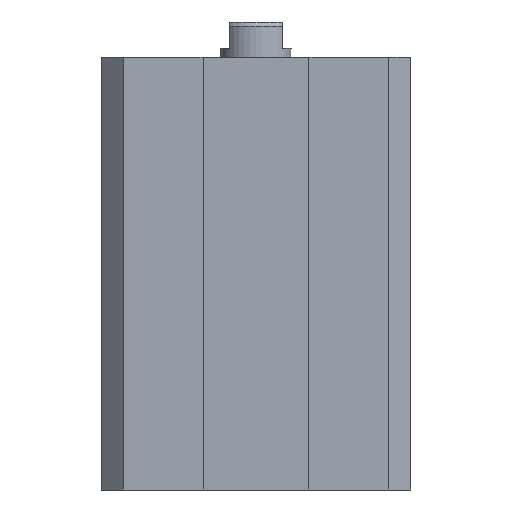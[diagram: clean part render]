
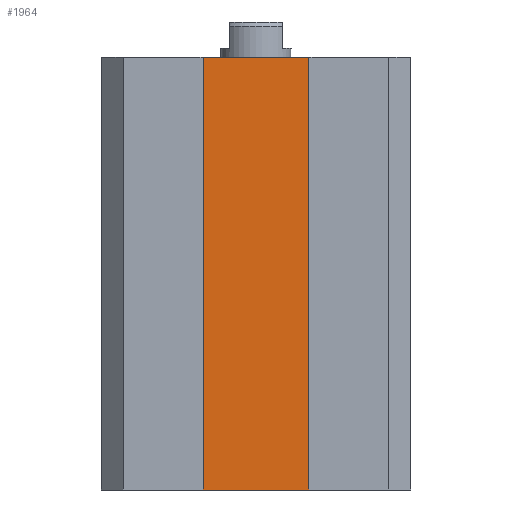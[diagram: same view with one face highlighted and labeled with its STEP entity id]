
A CAD part, front view. The second image highlights one B-rep face of the part: STEP entity #1964.
In plain terms, the highlighted planar face has unit normal (0, -1, 0).
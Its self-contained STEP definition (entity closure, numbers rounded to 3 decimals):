
#63=LINE('',#2635,#179);
#91=LINE('',#2752,#207);
#133=LINE('',#2876,#249);
#134=LINE('',#2878,#250);
#179=VECTOR('',#2203,1000.);
#207=VECTOR('',#2311,1000.);
#249=VECTOR('',#2449,1000.);
#250=VECTOR('',#2452,1000.);
#309=PLANE('',#2107);
#569=ORIENTED_EDGE('',*,*,#762,.T.);
#570=ORIENTED_EDGE('',*,*,#819,.F.);
#571=ORIENTED_EDGE('',*,*,#713,.T.);
#572=ORIENTED_EDGE('',*,*,#818,.T.);
#713=EDGE_CURVE('',#889,#888,#63,.T.);
#762=EDGE_CURVE('',#938,#937,#91,.T.);
#818=EDGE_CURVE('',#888,#938,#133,.T.);
#819=EDGE_CURVE('',#889,#937,#134,.T.);
#888=VERTEX_POINT('',#2634);
#889=VERTEX_POINT('',#2636);
#937=VERTEX_POINT('',#2751);
#938=VERTEX_POINT('',#2753);
#1149=EDGE_LOOP('',(#569,#570,#571,#572));
#1293=FACE_BOUND('',#1149,.T.);
#1964=ADVANCED_FACE('',(#1293),#309,.T.);
#2107=AXIS2_PLACEMENT_3D('',#2877,#2450,#2451);
#2203=DIRECTION('',(1.,0.,0.));
#2311=DIRECTION('',(-1.,0.,0.));
#2449=DIRECTION('',(0.,0.,1.));
#2450=DIRECTION('',(0.,-1.,0.));
#2451=DIRECTION('',(0.,0.,-1.));
#2452=DIRECTION('',(0.,0.,1.));
#2634=CARTESIAN_POINT('',(8.1,-12.,-34.5));
#2635=CARTESIAN_POINT('',(-8.1,-12.,-34.5));
#2636=CARTESIAN_POINT('',(-8.1,-12.,-34.5));
#2751=CARTESIAN_POINT('',(-8.1,-12.,14.5));
#2752=CARTESIAN_POINT('',(-8.1,-12.,14.5));
#2753=CARTESIAN_POINT('',(8.1,-12.,14.5));
#2876=CARTESIAN_POINT('',(8.1,-12.,0.));
#2877=CARTESIAN_POINT('',(8.1,-12.,0.));
#2878=CARTESIAN_POINT('',(-8.1,-12.,0.));
